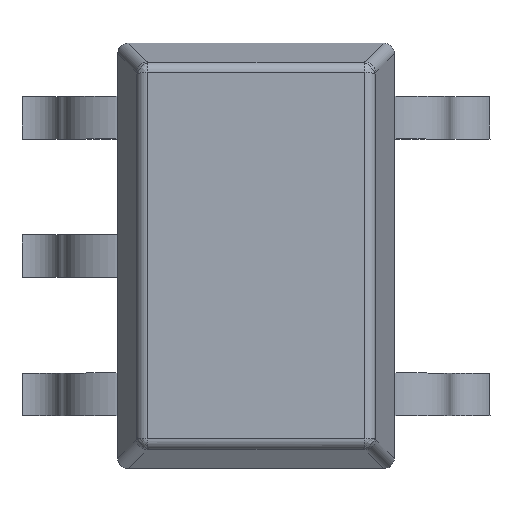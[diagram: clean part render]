
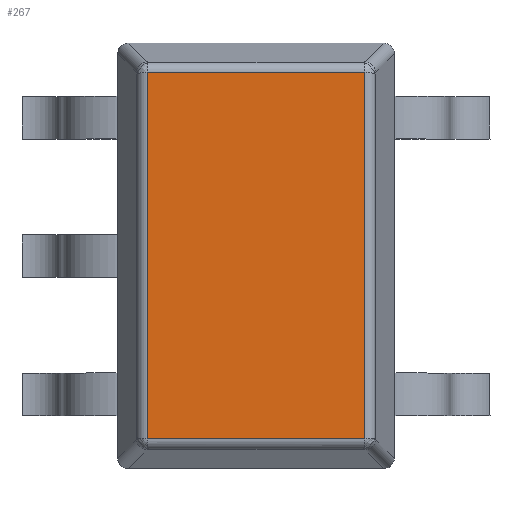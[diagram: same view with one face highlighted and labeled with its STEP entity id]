
A CAD part, top view. The second image highlights one B-rep face of the part: STEP entity #267.
In plain terms, the highlighted face is planar.
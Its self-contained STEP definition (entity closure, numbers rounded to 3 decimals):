
#37 = VERTEX_POINT('',#38);
#38 = CARTESIAN_POINT('',(-0.511,1.,0.139));
#53 = EDGE_CURVE('',#37,#54,#56,.T.);
#54 = VERTEX_POINT('',#55);
#55 = CARTESIAN_POINT('',(0.511,1.,0.139));
#56 = LINE('',#57,#58);
#57 = CARTESIAN_POINT('',(-0.55,1.,0.139));
#58 = VECTOR('',#59,1.);
#59 = DIRECTION('',(1.,0.,0.));
#267 = ADVANCED_FACE('',(#268),#293,.T.);
#268 = FACE_BOUND('',#269,.T.);
#269 = EDGE_LOOP('',(#270,#271,#279,#287));
#270 = ORIENTED_EDGE('',*,*,#53,.F.);
#271 = ORIENTED_EDGE('',*,*,#272,.T.);
#272 = EDGE_CURVE('',#37,#273,#275,.T.);
#273 = VERTEX_POINT('',#274);
#274 = CARTESIAN_POINT('',(-0.511,1.,1.861));
#275 = LINE('',#276,#277);
#276 = CARTESIAN_POINT('',(-0.511,1.,0.1));
#277 = VECTOR('',#278,1.);
#278 = DIRECTION('',(0.,0.,1.));
#279 = ORIENTED_EDGE('',*,*,#280,.T.);
#280 = EDGE_CURVE('',#273,#281,#283,.T.);
#281 = VERTEX_POINT('',#282);
#282 = CARTESIAN_POINT('',(0.511,1.,1.861));
#283 = LINE('',#284,#285);
#284 = CARTESIAN_POINT('',(-0.55,1.,1.861));
#285 = VECTOR('',#286,1.);
#286 = DIRECTION('',(1.,0.,0.));
#287 = ORIENTED_EDGE('',*,*,#288,.F.);
#288 = EDGE_CURVE('',#54,#281,#289,.T.);
#289 = LINE('',#290,#291);
#290 = CARTESIAN_POINT('',(0.511,1.,0.1));
#291 = VECTOR('',#292,1.);
#292 = DIRECTION('',(0.,0.,1.));
#293 = PLANE('',#294);
#294 = AXIS2_PLACEMENT_3D('',#295,#296,#297);
#295 = CARTESIAN_POINT('',(-0.55,1.,0.));
#296 = DIRECTION('',(0.,1.,0.));
#297 = DIRECTION('',(1.,0.,0.));
